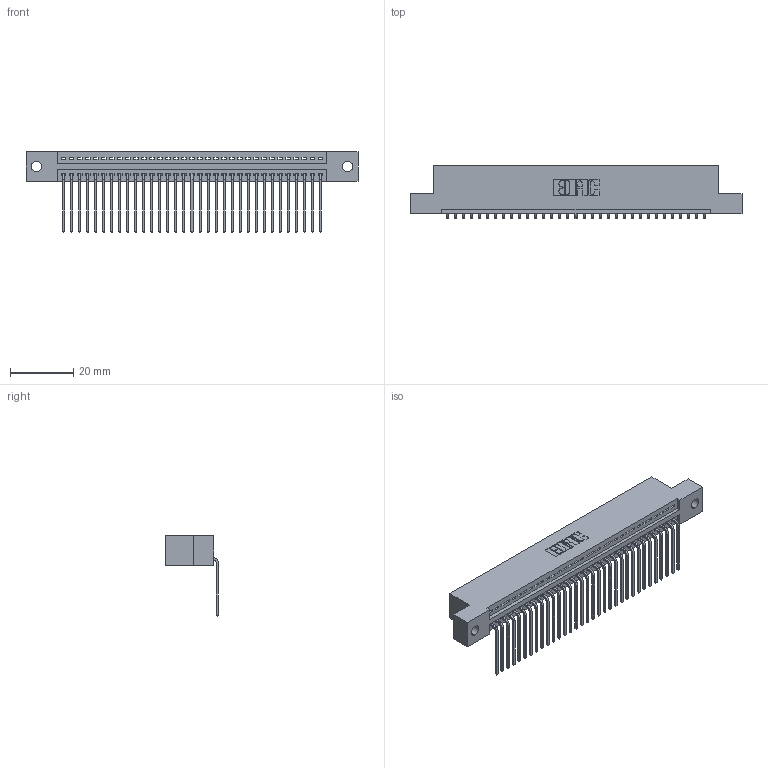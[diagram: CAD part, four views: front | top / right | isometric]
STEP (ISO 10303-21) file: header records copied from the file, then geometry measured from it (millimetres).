
FILE_DESCRIPTION (( 'STEP AP203' ), '1' );
FILE_NAME ('345-033-559-102.STEP', '2019-10-07T16:55:01', ( '' ), ( '' ), 'SwSTEP 2.0', 'SolidWorks 2016', '' );
FILE_SCHEMA (( 'CONFIG_CONTROL_DESIGN' ));
Length unit declared in the file: inch
Products named in the file (3): 345 Part_Flush Mounting Lugs - 0.128 Dia; 345-292-001_558 559 Tail - 1; 345-033-559-102
Assembly tree (34 placements, depth 2):
  345-033-559-102
    345 Part_Flush Mounting Lugs - 0.128 Dia
    345-292-001_558 559 Tail - 1  x33
Bounding box: 105.03 x 16.75 x 25.53 mm (x, y, z)
Volume: 9975.3 mm3; surface area: 13508.5 mm2
Topology: 34 solids, 34 shells, 2106 faces, 6347 edges, 4186 vertices
Faces by surface type: plane 1466, cylinder 640
Entity records: 26135 total; most frequent: CARTESIAN_POINT 4535, ORIENTED_EDGE 4502, DIRECTION 3973, EDGE_CURVE 2251, VECTOR 1987, LINE 1987, VERTEX_POINT 1498, AXIS2_PLACEMENT_3D 993
